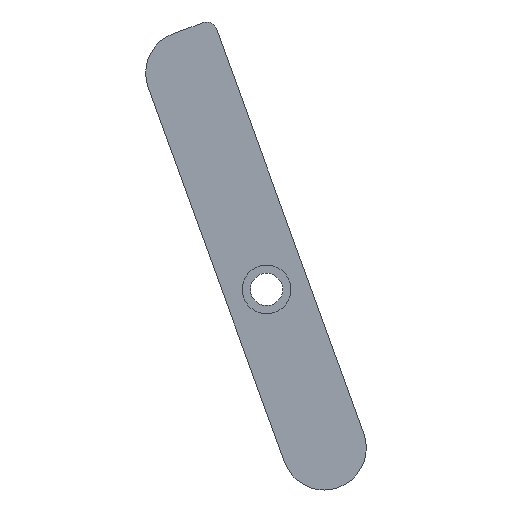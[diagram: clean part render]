
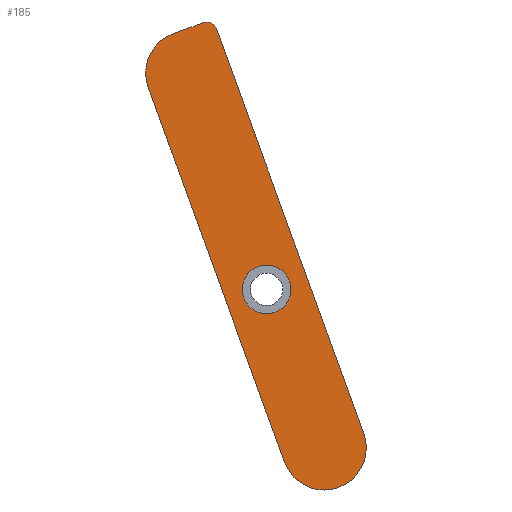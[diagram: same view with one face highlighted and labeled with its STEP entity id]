
A CAD part, left-side view. The second image highlights one B-rep face of the part: STEP entity #185.
In plain terms, the highlighted planar face has unit normal (-1, 0, 0).
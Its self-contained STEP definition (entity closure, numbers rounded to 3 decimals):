
#16=FACE_BOUND('',#42,.T.);
#21=PLANE('',#216);
#29=FACE_OUTER_BOUND('',#41,.T.);
#41=EDGE_LOOP('',(#150,#151,#152,#153,#154,#155));
#42=EDGE_LOOP('',(#156));
#53=LINE('',#299,#67);
#55=LINE('',#308,#69);
#59=LINE('',#320,#73);
#67=VECTOR('',#240,10.);
#69=VECTOR('',#250,10.);
#73=VECTOR('',#262,10.);
#78=CIRCLE('',#207,1.);
#80=CIRCLE('',#211,4.1);
#83=CIRCLE('',#217,4.1);
#84=CIRCLE('',#218,2.375);
#89=VERTEX_POINT('',#289);
#90=VERTEX_POINT('',#291);
#92=VERTEX_POINT('',#297);
#94=VERTEX_POINT('',#303);
#95=VERTEX_POINT('',#307);
#99=VERTEX_POINT('',#319);
#100=VERTEX_POINT('',#322);
#105=EDGE_CURVE('',#90,#89,#78,.T.);
#109=EDGE_CURVE('',#89,#92,#53,.T.);
#112=EDGE_CURVE('',#92,#94,#80,.T.);
#113=EDGE_CURVE('',#95,#90,#55,.T.);
#119=EDGE_CURVE('',#94,#99,#59,.T.);
#120=EDGE_CURVE('',#99,#95,#83,.T.);
#121=EDGE_CURVE('',#100,#100,#84,.T.);
#150=ORIENTED_EDGE('',*,*,#113,.T.);
#151=ORIENTED_EDGE('',*,*,#105,.T.);
#152=ORIENTED_EDGE('',*,*,#109,.T.);
#153=ORIENTED_EDGE('',*,*,#112,.T.);
#154=ORIENTED_EDGE('',*,*,#119,.T.);
#155=ORIENTED_EDGE('',*,*,#120,.T.);
#156=ORIENTED_EDGE('',*,*,#121,.T.);
#185=ADVANCED_FACE('',(#29,#16),#21,.F.);
#207=AXIS2_PLACEMENT_3D('',#292,#233,#234);
#211=AXIS2_PLACEMENT_3D('',#305,#246,#247);
#216=AXIS2_PLACEMENT_3D('',#318,#260,#261);
#217=AXIS2_PLACEMENT_3D('',#321,#263,#264);
#218=AXIS2_PLACEMENT_3D('',#323,#265,#266);
#233=DIRECTION('center_axis',(-1.,0.,0.));
#234=DIRECTION('ref_axis',(0.,0.342,0.94));
#240=DIRECTION('',(0.,0.94,-0.342));
#246=DIRECTION('center_axis',(-1.,0.,0.));
#247=DIRECTION('ref_axis',(0.,1.,0.));
#250=DIRECTION('',(0.,0.342,0.94));
#260=DIRECTION('center_axis',(1.,0.,0.));
#261=DIRECTION('ref_axis',(0.,1.,0.));
#262=DIRECTION('',(0.,-0.342,-0.94));
#263=DIRECTION('center_axis',(-1.,0.,0.));
#264=DIRECTION('ref_axis',(0.,1.,0.));
#265=DIRECTION('center_axis',(1.,0.,0.));
#266=DIRECTION('ref_axis',(0.,-1.,0.));
#289=CARTESIAN_POINT('',(12.4,41.283,177.584));
#291=CARTESIAN_POINT('',(12.4,40.001,176.986));
#292=CARTESIAN_POINT('Origin',(12.4,40.941,176.644));
#297=CARTESIAN_POINT('',(12.4,44.196,176.524));
#299=CARTESIAN_POINT('',(12.4,48.049,175.121));
#303=CARTESIAN_POINT('',(12.4,46.646,171.269));
#305=CARTESIAN_POINT('Origin',(12.4,42.794,172.671));
#307=CARTESIAN_POINT('',(12.4,25.67,137.613));
#308=CARTESIAN_POINT('',(12.4,38.804,173.697));
#318=CARTESIAN_POINT('Origin',(12.4,35.132,151.622));
#319=CARTESIAN_POINT('',(12.4,33.376,134.809));
#320=CARTESIAN_POINT('',(12.4,32.829,133.305));
#321=CARTESIAN_POINT('Origin',(12.4,29.523,136.211));
#322=CARTESIAN_POINT('',(12.4,37.507,151.622));
#323=CARTESIAN_POINT('Origin',(12.4,35.132,151.622));
